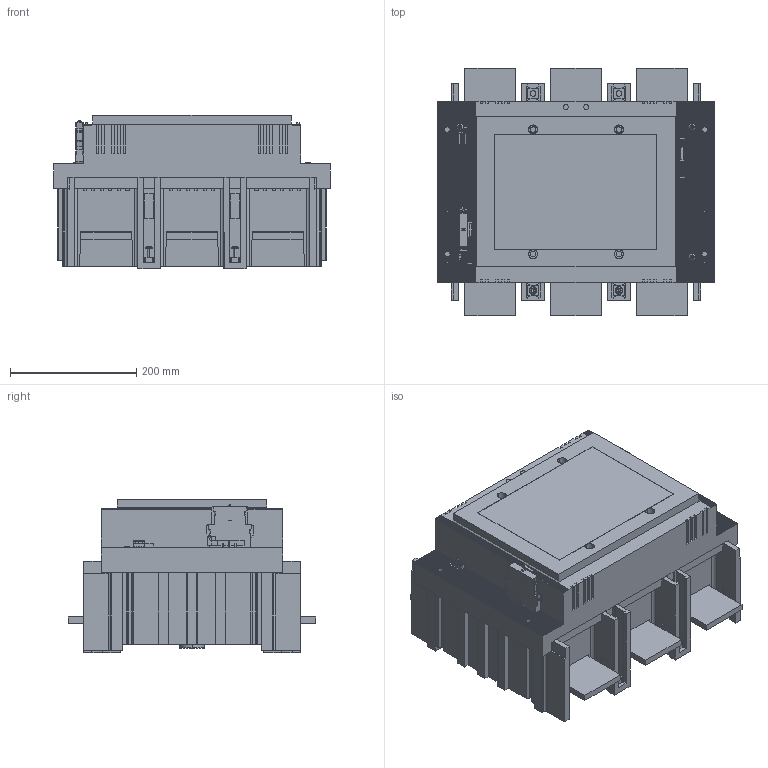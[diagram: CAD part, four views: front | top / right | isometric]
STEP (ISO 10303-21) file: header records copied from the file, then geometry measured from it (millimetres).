
FILE_DESCRIPTION((''),'2;1');
FILE_NAME('100-E1650','2017-11-13T',('cwyrsch'),('Rockwell Automation Switzerland GmbH'),'PRO/ENGINEER BY PARAMETRIC TECHNOLOGY CORPORATION, 2015440','PRO/ENGINEER BY PARAMETRIC TECHNOLOGY CORPORATION, 2015440','');
FILE_SCHEMA(('AUTOMOTIVE_DESIGN { 1 0 10303 214 1 1 1 1 }'));
Products named in the file (1): 100-E1650
Bounding box: 437.7 x 391.6 x 243.8 mm (x, y, z)
Volume: 22497779.5 mm3; surface area: 1202486.2 mm2
Topology: 3 solids, 3 shells, 2609 faces, 7487 edges, 4912 vertices
Faces by surface type: plane 1925, cylinder 518, torus 102, cone 60, sphere 4
Entity records: 128889 total; most frequent: CARTESIAN_POINT 15266, ORIENTED_EDGE 14966, DIRECTION 14195, PRESENTATION_STYLE_ASSIGNMENT 10089, STYLED_ITEM 7486, CURVE_STYLE 7483, EDGE_CURVE 7483, VECTOR 5929
